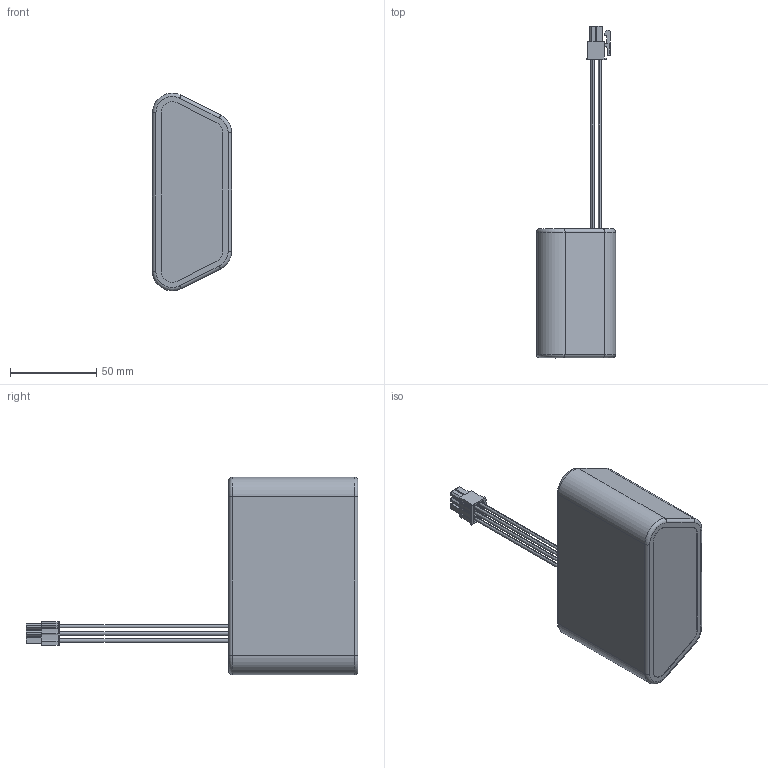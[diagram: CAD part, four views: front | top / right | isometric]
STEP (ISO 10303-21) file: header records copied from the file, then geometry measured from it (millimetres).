
FILE_DESCRIPTION((''),'2;1');
FILE_NAME('3S3P','2024-12-10T14:42:34',('rd05'),(''),'CREO PARAMETRIC BY PTC INC, 2018050','CREO PARAMETRIC BY PTC INC, 2018050','');
FILE_SCHEMA(('CONFIG_CONTROL_DESIGN','GEOMETRIC_VALIDATION_PROPERTIES_MIM'));
Length unit declared in the file: millimetre
Products named in the file (1): 3S3P
Bounding box: 46.02 x 192.9 x 114.9 mm (x, y, z)
Volume: 355188.6 mm3; surface area: 35866.5 mm2
Topology: 1 solids, 1 shells, 269 faces, 737 edges, 493 vertices
Faces by surface type: plane 222, cylinder 39, torus 8
Entity records: 8898 total; most frequent: CARTESIAN_POINT 1501, ORIENTED_EDGE 1474, DIRECTION 1382, EDGE_CURVE 737, VECTOR 630, LINE 630, VERTEX_POINT 493, AXIS2_PLACEMENT_3D 376
